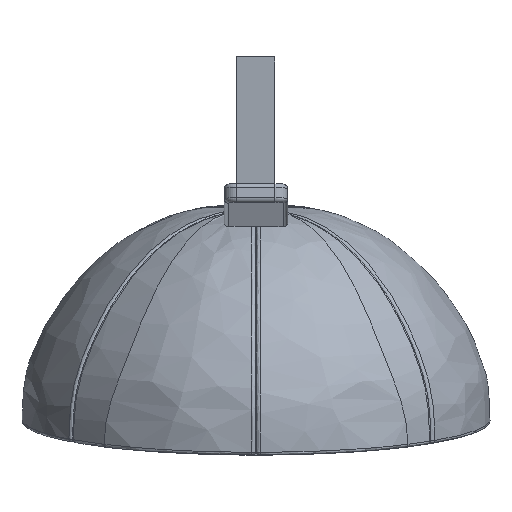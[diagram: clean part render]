
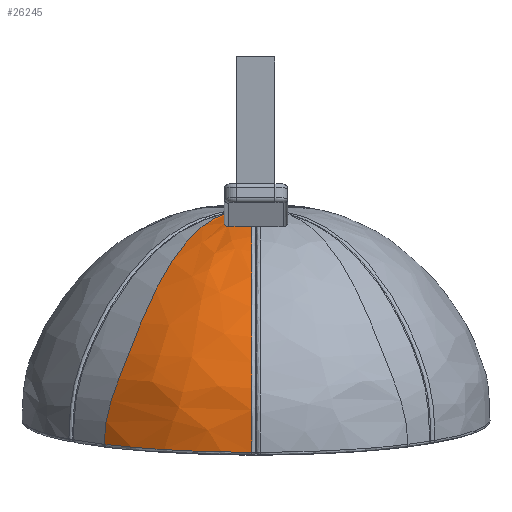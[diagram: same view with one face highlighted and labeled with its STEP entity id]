
A CAD part, front view. The second image highlights one B-rep face of the part: STEP entity #26245.
In plain terms, the highlighted free-form (B-spline) face has degree [3, 3] with [5, 9] control points.
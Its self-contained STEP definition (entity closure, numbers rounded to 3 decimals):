
#5868=CARTESIAN_POINT('',(-2.5,-6.946,14.849));
#5869=CARTESIAN_POINT('',(-2.5,-7.125,14.807));
#5870=CARTESIAN_POINT('',(-2.5,-7.48,14.72));
#5871=CARTESIAN_POINT('',(-2.5,-8.01,14.572));
#5872=CARTESIAN_POINT('',(-2.5,-8.525,14.41));
#5873=CARTESIAN_POINT('',(-2.5,-8.866,14.291));
#5874=CARTESIAN_POINT('',(-2.5,-9.035,14.228));
#5879=CARTESIAN_POINT('',(-2.5,-9.035,14.228));
#5880=CARTESIAN_POINT('',(-2.5,-9.088,14.209));
#5881=CARTESIAN_POINT('',(-2.495,-9.19,
14.171));
#5882=CARTESIAN_POINT('',(-2.476,-9.329,
14.12));
#5883=CARTESIAN_POINT('',(-2.447,-9.453,
14.075));
#5884=CARTESIAN_POINT('',(-2.409,-9.562,
14.036));
#5885=CARTESIAN_POINT('',(-2.363,-9.66,
14.002));
#5886=CARTESIAN_POINT('',(-2.305,-9.748,
13.973));
#5887=CARTESIAN_POINT('',(-2.233,-9.817,
13.953));
#5888=CARTESIAN_POINT('',(-2.179,-9.844,
13.948));
#5889=CARTESIAN_POINT('',(-2.15,-9.851,13.948));
#5894=CARTESIAN_POINT('',(-2.15,-9.851,13.948));
#5895=CARTESIAN_POINT('',(-1.85,-9.924,
13.955));
#5896=CARTESIAN_POINT('',(-1.244,-10.039,
13.965));
#5897=CARTESIAN_POINT('',(-0.631,-10.093,
13.97));
#5898=CARTESIAN_POINT('',(-0.322,-10.105,
13.971));
#5903=CARTESIAN_POINT('',(-0.322,-19.859,
-3.862));
#5904=CARTESIAN_POINT('',(-0.322,-19.935,
-3.289));
#5905=CARTESIAN_POINT('',(-0.322,-20.084,
-2.204));
#5906=CARTESIAN_POINT('',(-0.323,-20.172,
-0.424));
#5907=CARTESIAN_POINT('',(-0.322,-20.018,
1.044));
#5908=CARTESIAN_POINT('',(-0.322,-19.682,
2.475));
#5909=CARTESIAN_POINT('',(-0.321,-19.247,
3.759));
#5910=CARTESIAN_POINT('',(-0.323,-18.663,
5.167));
#5911=CARTESIAN_POINT('',(-0.322,-17.864,
6.731));
#5912=CARTESIAN_POINT('',(-0.323,-16.813,
8.41));
#5913=CARTESIAN_POINT('',(-0.323,-15.393,
10.185));
#5914=CARTESIAN_POINT('',(-0.323,-13.973,
11.556));
#5915=CARTESIAN_POINT('',(-0.322,-12.603,
12.611));
#5916=CARTESIAN_POINT('',(-0.323,-11.306,
13.405));
#5917=CARTESIAN_POINT('',(-0.322,-10.491,
13.802));
#5918=CARTESIAN_POINT('',(-0.322,-10.105,
13.971));
#5923=CARTESIAN_POINT('',(-11.998,-15.096,
-3.234));
#5924=CARTESIAN_POINT('',(-11.713,-15.366,
-3.27));
#5925=CARTESIAN_POINT('',(-11.064,-15.945,
-3.346));
#5926=CARTESIAN_POINT('',(-9.802,-16.892,
-3.471));
#5927=CARTESIAN_POINT('',(-8.339,-17.781,
-3.588));
#5928=CARTESIAN_POINT('',(-6.759,-18.536,
-3.688));
#5929=CARTESIAN_POINT('',(-5.184,-19.102,
-3.763));
#5930=CARTESIAN_POINT('',(-3.743,-19.481,
-3.813));
#5931=CARTESIAN_POINT('',(-2.164,-19.757,
-3.849));
#5932=CARTESIAN_POINT('',(-0.957,-19.847,
-3.861));
#5933=CARTESIAN_POINT('',(-0.322,-19.859,
-3.862));
#5938=CARTESIAN_POINT('',(-2.459,-6.416,
14.968));
#5939=CARTESIAN_POINT('',(-2.473,-6.503,
14.949));
#5940=CARTESIAN_POINT('',(-2.493,-6.679,
14.91));
#5941=CARTESIAN_POINT('',(-2.5,-6.857,14.869));
#5942=CARTESIAN_POINT('',(-2.5,-6.946,14.849));
#8023=CARTESIAN_POINT('',(-11.998,-15.096,
-3.234));
#8024=CARTESIAN_POINT('',(-11.951,-15.468,
-0.664));
#8025=CARTESIAN_POINT('',(-10.211,-17.141,
3.121));
#8026=CARTESIAN_POINT('',(-6.443,-11.968,
13.495));
#8027=CARTESIAN_POINT('',(-2.459,-6.416,
14.968));
#8035=CARTESIAN_POINT('',(-11.998,-15.096,
-3.234));
#17916=VERTEX_POINT('',#8035);
#17960=VERTEX_POINT('',#5933);
#18670=VERTEX_POINT('',#5868);
#18671=VERTEX_POINT('',#5874);
#18674=VERTEX_POINT('',#5894);
#18675=VERTEX_POINT('',#5898);
#18679=VERTEX_POINT('',#5938);
#26186=CARTESIAN_POINT('',(-12.403,-14.667,
-3.435));
#26187=CARTESIAN_POINT('',(-11.402,-15.678,
-3.568));
#26188=CARTESIAN_POINT('',(-9.384,-17.254,
-3.776));
#26189=CARTESIAN_POINT('',(-5.221,-19.28,
-4.042));
#26190=CARTESIAN_POINT('',(0.,-20.194,
-4.162));
#26191=CARTESIAN_POINT('',(5.221,-19.28,
-4.042));
#26192=CARTESIAN_POINT('',(9.387,-17.253,
-3.775));
#26193=CARTESIAN_POINT('',(11.406,-15.675,
-3.568));
#26194=CARTESIAN_POINT('',(12.409,-14.661,
-3.434));
#26195=CARTESIAN_POINT('',(-12.39,-15.038,
-0.72));
#26196=CARTESIAN_POINT('',(-11.424,-16.011,
-0.853));
#26197=CARTESIAN_POINT('',(-9.46,-17.558,
-1.075));
#26198=CARTESIAN_POINT('',(-5.316,-19.604,
-1.38));
#26199=CARTESIAN_POINT('',(0.,-20.558,
-1.528));
#26200=CARTESIAN_POINT('',(5.316,-19.604,
-1.38));
#26201=CARTESIAN_POINT('',(9.463,-17.557,
-1.075));
#26202=CARTESIAN_POINT('',(11.428,-16.008,
-0.853));
#26203=CARTESIAN_POINT('',(12.396,-15.032,
-0.719));
#26204=CARTESIAN_POINT('',(-10.576,-16.973,
3.191));
#26205=CARTESIAN_POINT('',(-9.59,-17.819,
3.084));
#26206=CARTESIAN_POINT('',(-7.701,-19.056,
2.933));
#26207=CARTESIAN_POINT('',(-4.119,-20.505,
2.765));
#26208=CARTESIAN_POINT('',(-0.002,-21.076,
2.705));
#26209=CARTESIAN_POINT('',(4.117,-20.506,
2.765));
#26210=CARTESIAN_POINT('',(7.701,-19.056,
2.933));
#26211=CARTESIAN_POINT('',(9.594,-17.816,
3.084));
#26212=CARTESIAN_POINT('',(10.582,-16.969,
3.192));
#26213=CARTESIAN_POINT('',(-6.27,-11.266,
14.537));
#26214=CARTESIAN_POINT('',(-5.784,-11.739,
14.475));
#26215=CARTESIAN_POINT('',(-4.8,-12.503,
14.374));
#26216=CARTESIAN_POINT('',(-2.702,-13.538,
14.238));
#26217=CARTESIAN_POINT('',(0.004,-14.037,
14.172));
#26218=CARTESIAN_POINT('',(2.708,-13.536,
14.238));
#26219=CARTESIAN_POINT('',(4.804,-12.501,
14.375));
#26220=CARTESIAN_POINT('',(5.785,-11.738,
14.475));
#26221=CARTESIAN_POINT('',(6.273,-11.264,
14.538));
#26222=CARTESIAN_POINT('',(-1.393,-4.864,
15.257));
#26223=CARTESIAN_POINT('',(-1.347,-4.962,
15.244));
#26224=CARTESIAN_POINT('',(-1.22,-5.171,
15.216));
#26225=CARTESIAN_POINT('',(-0.799,-5.564,
15.164));
#26226=CARTESIAN_POINT('',(0.,-5.831,
15.129));
#26227=CARTESIAN_POINT('',(0.799,-5.564,
15.164));
#26228=CARTESIAN_POINT('',(1.22,-5.171,
15.216));
#26229=CARTESIAN_POINT('',(1.347,-4.962,
15.244));
#26230=CARTESIAN_POINT('',(1.393,-4.864,
15.257));
#26231=B_SPLINE_SURFACE_WITH_KNOTS('',3,3,((#26186,#26187,#26188,#26189,#26190,
#26191,#26192,#26193,#26194),(#26195,#26196,#26197,#26198,#26199,#26200,#26201,
#26202,#26203),(#26204,#26205,#26206,#26207,#26208,#26209,#26210,#26211,#26212),
(#26213,#26214,#26215,#26216,#26217,#26218,#26219,#26220,#26221),(#26222,#26223,
#26224,#26225,#26226,#26227,#26228,#26229,#26230)),.UNSPECIFIED.,.F.,.F.,.F.,(4,
1,4),(4,1,1,1,1,1,4),(0.,0.435,1.006),(
0.745,0.781,0.812,0.875,
0.937,0.969,1.005),.UNSPECIFIED.);
#26232=ORIENTED_EDGE('',*,*,#21820,.T.);
#26233=ORIENTED_EDGE('',*,*,#21849,.T.);
#26234=ORIENTED_EDGE('',*,*,#21444,.T.);
#26236=ORIENTED_EDGE('',*,*,#26235,.F.);
#26238=ORIENTED_EDGE('',*,*,#26237,.F.);
#26240=ORIENTED_EDGE('',*,*,#26239,.T.);
#26242=ORIENTED_EDGE('',*,*,#26241,.T.);
#26243=EDGE_LOOP('',(#26232,#26233,#26234,#26236,#26238,#26240,#26242));
#26244=FACE_OUTER_BOUND('',#26243,.F.);
#5875=B_SPLINE_CURVE_WITH_KNOTS('',3,(#5868,#5869,#5870,#5871,#5872,#5873,
#5874),.UNSPECIFIED.,.F.,.F.,(4,1,1,1,4),(0.,0.25,0.5,0.75,1.),
.UNSPECIFIED.);
#5890=B_SPLINE_CURVE_WITH_KNOTS('',3,(#5879,#5880,#5881,#5882,#5883,#5884,#5885,
#5886,#5887,#5888,#5889),.UNSPECIFIED.,.F.,.F.,(4,1,1,1,1,1,1,1,4),(0.,
0.125,0.25,0.375,0.5,0.625,0.75,0.875,1.),.UNSPECIFIED.);
#5899=B_SPLINE_CURVE_WITH_KNOTS('',3,(#5894,#5895,#5896,#5897,#5898),
.UNSPECIFIED.,.F.,.F.,(4,1,4),(0.,0.5,1.),.UNSPECIFIED.);
#5919=B_SPLINE_CURVE_WITH_KNOTS('',3,(#5903,#5904,#5905,#5906,#5907,#5908,#5909,
#5910,#5911,#5912,#5913,#5914,#5915,#5916,#5917,#5918),.UNSPECIFIED.,.F.,.F.,(4,
1,1,1,1,1,1,1,1,1,1,1,1,4),(0.,0.077,0.154,
0.231,0.308,0.385,0.462,
0.538,0.615,0.692,0.769,
0.846,0.923,1.),.UNSPECIFIED.);
#5934=B_SPLINE_CURVE_WITH_KNOTS('',3,(#5923,#5924,#5925,#5926,#5927,#5928,#5929,
#5930,#5931,#5932,#5933),.UNSPECIFIED.,.F.,.F.,(4,1,1,1,1,1,1,1,4),(0.,
0.125,0.25,0.375,0.5,0.625,0.75,0.875,1.),.UNSPECIFIED.);
#5943=B_SPLINE_CURVE_WITH_KNOTS('',3,(#5938,#5939,#5940,#5941,#5942),
.UNSPECIFIED.,.F.,.F.,(4,1,4),(0.,0.5,1.),.UNSPECIFIED.);
#8028=B_SPLINE_CURVE_WITH_KNOTS('',3,(#8023,#8024,#8025,#8026,#8027),
.UNSPECIFIED.,.F.,.F.,(4,1,4),(0.,0.445,1.),.UNSPECIFIED.);
#21444=EDGE_CURVE('',#18674,#18675,#5899,.T.);
#21820=EDGE_CURVE('',#18670,#18671,#5875,.T.);
#21849=EDGE_CURVE('',#18671,#18674,#5890,.T.);
#26235=EDGE_CURVE('',#17960,#18675,#5919,.T.);
#26237=EDGE_CURVE('',#17916,#17960,#5934,.T.);
#26239=EDGE_CURVE('',#17916,#18679,#8028,.T.);
#26241=EDGE_CURVE('',#18679,#18670,#5943,.T.);
#26245=ADVANCED_FACE('',(#26244),#26231,.F.);
